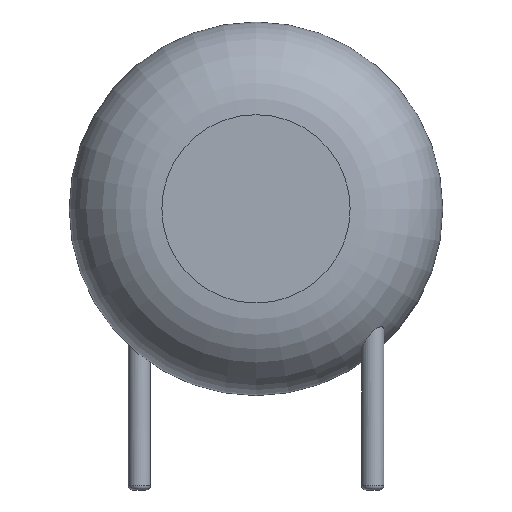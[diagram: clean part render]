
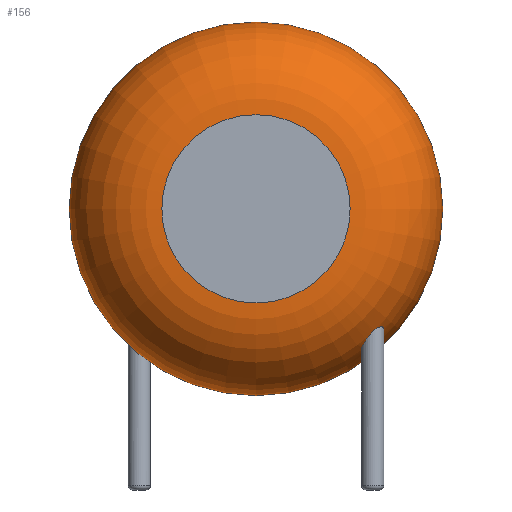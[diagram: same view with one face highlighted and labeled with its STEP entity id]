
A CAD part, front view. The second image highlights one B-rep face of the part: STEP entity #156.
In plain terms, the highlighted toroidal (fillet/blend) face has major radius 3.024 mm and minor radius 2.976 mm.
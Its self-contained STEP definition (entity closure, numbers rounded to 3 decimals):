
#24 = VERTEX_POINT('',#25);
#25 = CARTESIAN_POINT('',(9.75,-1.524,6.03));
#31 = EDGE_CURVE('',#24,#24,#32,.T.);
#32 = CIRCLE('',#33,6.);
#33 = AXIS2_PLACEMENT_3D('',#34,#35,#36);
#34 = CARTESIAN_POINT('',(3.75,-1.524,6.03));
#35 = DIRECTION('',(0.,-1.,0.));
#36 = DIRECTION('',(1.,0.,0.));
#156 = ADVANCED_FACE('',(#157,#177),#257,.T.);
#157 = FACE_BOUND('',#158,.T.);
#158 = EDGE_LOOP('',(#159,#160,#169,#176));
#159 = ORIENTED_EDGE('',*,*,#31,.T.);
#160 = ORIENTED_EDGE('',*,*,#161,.T.);
#161 = EDGE_CURVE('',#24,#162,#164,.T.);
#162 = VERTEX_POINT('',#163);
#163 = CARTESIAN_POINT('',(6.774,-4.5,6.03));
#164 = CIRCLE('',#165,2.976);
#165 = AXIS2_PLACEMENT_3D('',#166,#167,#168);
#166 = CARTESIAN_POINT('',(6.774,-1.524,6.03));
#167 = DIRECTION('',(0.,0.,-1.));
#168 = DIRECTION('',(1.,0.,0.));
#169 = ORIENTED_EDGE('',*,*,#170,.F.);
#170 = EDGE_CURVE('',#162,#162,#171,.T.);
#171 = CIRCLE('',#172,3.024);
#172 = AXIS2_PLACEMENT_3D('',#173,#174,#175);
#173 = CARTESIAN_POINT('',(3.75,-4.5,6.03));
#174 = DIRECTION('',(0.,-1.,0.));
#175 = DIRECTION('',(1.,0.,0.));
#176 = ORIENTED_EDGE('',*,*,#161,.F.);
#177 = FACE_BOUND('',#178,.T.);
#178 = EDGE_LOOP('',(#179,#198));
#179 = ORIENTED_EDGE('',*,*,#180,.T.);
#180 = EDGE_CURVE('',#181,#183,#185,.T.);
#181 = VERTEX_POINT('',#182);
#182 = CARTESIAN_POINT('',(7.86,-2.9,2.134));
#183 = VERTEX_POINT('',#184);
#184 = CARTESIAN_POINT('',(7.458,-2.542,1.544
));
#185 = B_SPLINE_CURVE_WITH_KNOTS('',6,(#186,#187,#188,#189,#190,#191,
#192,#193,#194,#195,#196,#197),.UNSPECIFIED.,.F.,.F.,(7,5,7),(
0.,0.482,1.),.UNSPECIFIED.);
#186 = CARTESIAN_POINT('',(7.86,-2.9,2.134));
#187 = CARTESIAN_POINT('',(7.86,-2.85,2.096));
#188 = CARTESIAN_POINT('',(7.852,-2.801,2.053
));
#189 = CARTESIAN_POINT('',(7.836,-2.755,2.005)
);
#190 = CARTESIAN_POINT('',(7.813,-2.712,1.956)
);
#191 = CARTESIAN_POINT('',(7.784,-2.674,1.905
));
#192 = CARTESIAN_POINT('',(7.713,-2.605,1.798));
#193 = CARTESIAN_POINT('',(7.67,-2.576,1.743
));
#194 = CARTESIAN_POINT('',(7.622,-2.554,1.688)
);
#195 = CARTESIAN_POINT('',(7.569,-2.54,1.635
));
#196 = CARTESIAN_POINT('',(7.514,-2.536,1.586)
);
#197 = CARTESIAN_POINT('',(7.458,-2.542,1.544
));
#198 = ORIENTED_EDGE('',*,*,#199,.T.);
#199 = EDGE_CURVE('',#183,#181,#200,.T.);
#200 = B_SPLINE_CURVE_WITH_KNOTS('',7,(#201,#202,#203,#204,#205,#206,
#207,#208,#209,#210,#211,#212,#213,#214,#215,#216,#217,#218,#219,
#220,#221,#222,#223,#224,#225,#226,#227,#228,#229,#230,#231,#232,
#233,#234,#235,#236,#237,#238,#239,#240,#241,#242,#243,#244,#245,
#246,#247,#248,#249,#250,#251,#252,#253,#254,#255,#256),
.UNSPECIFIED.,.F.,.F.,(8,6,6,6,6,6,6,6,6,8),(0.,0.184,
0.287,0.343,0.526,0.738,
0.83,0.897,0.93,1.),.UNSPECIFIED.);
#201 = CARTESIAN_POINT('',(7.458,-2.542,1.544
));
#202 = CARTESIAN_POINT('',(7.414,-2.548,1.51
));
#203 = CARTESIAN_POINT('',(7.37,-2.559,1.48
));
#204 = CARTESIAN_POINT('',(7.327,-2.577,1.454
));
#205 = CARTESIAN_POINT('',(7.287,-2.602,1.435
));
#206 = CARTESIAN_POINT('',(7.25,-2.634,1.423)
);
#207 = CARTESIAN_POINT('',(7.219,-2.67,1.418
));
#208 = CARTESIAN_POINT('',(7.18,-2.732,1.423
));
#209 = CARTESIAN_POINT('',(7.169,-2.756,1.427
));
#210 = CARTESIAN_POINT('',(7.159,-2.78,1.433)
);
#211 = CARTESIAN_POINT('',(7.151,-2.804,1.442
));
#212 = CARTESIAN_POINT('',(7.146,-2.829,1.453));
#213 = CARTESIAN_POINT('',(7.142,-2.853,1.466
));
#214 = CARTESIAN_POINT('',(7.14,-2.891,1.488
));
#215 = CARTESIAN_POINT('',(7.14,-2.904,1.496
));
#216 = CARTESIAN_POINT('',(7.14,-2.918,1.505)
);
#217 = CARTESIAN_POINT('',(7.141,-2.931,1.514
));
#218 = CARTESIAN_POINT('',(7.142,-2.943,1.524)
);
#219 = CARTESIAN_POINT('',(7.144,-2.956,1.534
));
#220 = CARTESIAN_POINT('',(7.154,-3.009,1.579
));
#221 = CARTESIAN_POINT('',(7.168,-3.048,1.618
));
#222 = CARTESIAN_POINT('',(7.185,-3.084,1.659
));
#223 = CARTESIAN_POINT('',(7.207,-3.117,1.703
));
#224 = CARTESIAN_POINT('',(7.233,-3.146,1.748
));
#225 = CARTESIAN_POINT('',(7.262,-3.173,1.794
));
#226 = CARTESIAN_POINT('',(7.33,-3.22,1.894)
);
#227 = CARTESIAN_POINT('',(7.37,-3.241,1.949
));
#228 = CARTESIAN_POINT('',(7.414,-3.256,2.002
));
#229 = CARTESIAN_POINT('',(7.461,-3.264,2.054)
);
#230 = CARTESIAN_POINT('',(7.51,-3.266,2.102)
);
#231 = CARTESIAN_POINT('',(7.56,-3.259,2.143)
);
#232 = CARTESIAN_POINT('',(7.631,-3.236,2.192
));
#233 = CARTESIAN_POINT('',(7.652,-3.228,2.205)
);
#234 = CARTESIAN_POINT('',(7.673,-3.217,2.216
));
#235 = CARTESIAN_POINT('',(7.693,-3.205,2.225
));
#236 = CARTESIAN_POINT('',(7.713,-3.192,2.232
));
#237 = CARTESIAN_POINT('',(7.731,-3.177,2.237
));
#238 = CARTESIAN_POINT('',(7.761,-3.149,2.241)
);
#239 = CARTESIAN_POINT('',(7.773,-3.136,2.242
));
#240 = CARTESIAN_POINT('',(7.784,-3.123,2.241)
);
#241 = CARTESIAN_POINT('',(7.794,-3.109,2.239
));
#242 = CARTESIAN_POINT('',(7.803,-3.095,2.236));
#243 = CARTESIAN_POINT('',(7.812,-3.081,2.232
));
#244 = CARTESIAN_POINT('',(7.823,-3.058,2.225)
);
#245 = CARTESIAN_POINT('',(7.827,-3.051,2.222
));
#246 = CARTESIAN_POINT('',(7.83,-3.044,2.219)
);
#247 = CARTESIAN_POINT('',(7.833,-3.036,2.216
));
#248 = CARTESIAN_POINT('',(7.836,-3.029,2.213)
);
#249 = CARTESIAN_POINT('',(7.839,-3.021,2.209
));
#250 = CARTESIAN_POINT('',(7.847,-2.997,2.198
));
#251 = CARTESIAN_POINT('',(7.851,-2.981,2.189
));
#252 = CARTESIAN_POINT('',(7.855,-2.965,2.179
));
#253 = CARTESIAN_POINT('',(7.857,-2.949,2.169
));
#254 = CARTESIAN_POINT('',(7.859,-2.932,2.158
));
#255 = CARTESIAN_POINT('',(7.86,-2.916,2.146));
#256 = CARTESIAN_POINT('',(7.86,-2.9,2.134));
#257 = TOROIDAL_SURFACE('',#258,3.024,2.976);
#258 = AXIS2_PLACEMENT_3D('',#259,#260,#261);
#259 = CARTESIAN_POINT('',(3.75,-1.524,6.03));
#260 = DIRECTION('',(0.,-1.,0.));
#261 = DIRECTION('',(1.,0.,0.));
